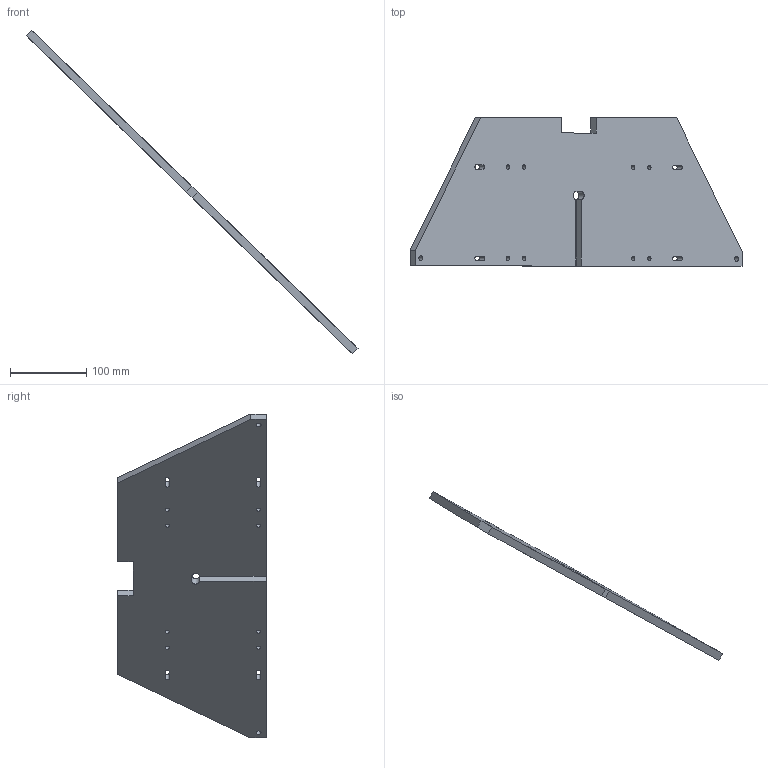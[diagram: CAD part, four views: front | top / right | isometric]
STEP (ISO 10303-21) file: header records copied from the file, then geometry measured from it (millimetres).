
FILE_DESCRIPTION(/* description */ (''),/* implementation_level */ '2;1');
FILE_NAME(/* name */ 'DividerB.step',/* time_stamp */ '2023-08-14T13:20:26+02:00',/* author */ (''),/* organization */ (''),/* preprocessor_version */ 'ST-DEVELOPER v19.2',/* originating_system */ 'Autodesk Translation Framework v12.6.0.85',/* authorisation */ '');
FILE_SCHEMA (('AUTOMOTIVE_DESIGN { 1 0 10303 214 3 1 1 }'));
Length unit declared in the file: millimetre
Products named in the file (1): DividerB
Bounding box: 436.61 x 195 x 425.99 mm (x, y, z)
Volume: 929867.4 mm3; surface area: 206251.6 mm2
Topology: 1 solids, 1 shells, 44 faces, 128 edges, 86 vertices
Faces by surface type: plane 24, cylinder 20
Full cylindrical faces by diameter (mm): 5.8 x8, 6.6 x2
Entity records: 1559 total; most frequent: DIRECTION 260, CARTESIAN_POINT 259, ORIENTED_EDGE 256, EDGE_CURVE 128, AXIS2_PLACEMENT_3D 87, LINE 86, VECTOR 86, VERTEX_POINT 86
